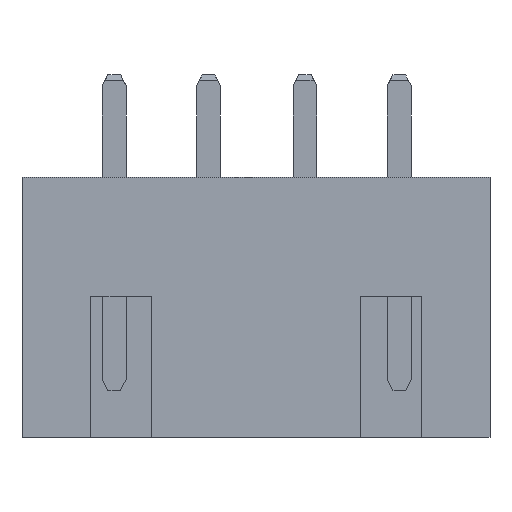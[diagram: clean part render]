
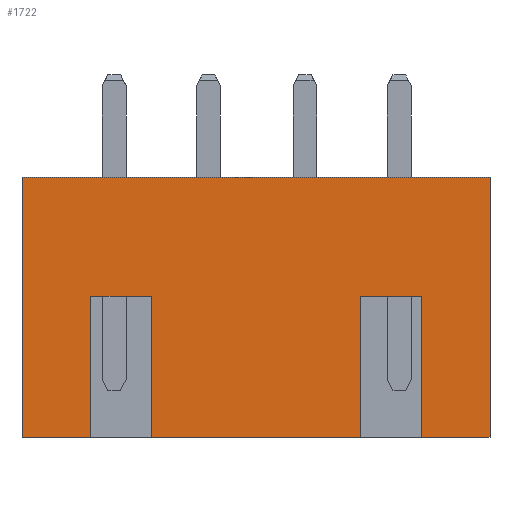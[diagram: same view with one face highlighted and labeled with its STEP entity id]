
A CAD part, front view. The second image highlights one B-rep face of the part: STEP entity #1722.
In plain terms, the highlighted planar face has unit normal (0, -1, 0).
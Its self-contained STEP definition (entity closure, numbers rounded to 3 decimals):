
#108=FACE_OUTER_BOUND('',#202,.T.);
#202=EDGE_LOOP('',(#1439,#1440,#1441,#1442,#1443,#1444,#1445,#1446,#1447,
#1448,#1449,#1450));
#365=LINE('',#2566,#601);
#386=LINE('',#2609,#622);
#388=LINE('',#2613,#624);
#393=LINE('',#2621,#629);
#396=LINE('',#2627,#632);
#411=LINE('',#2657,#647);
#412=LINE('',#2660,#648);
#419=LINE('',#2674,#655);
#420=LINE('',#2676,#656);
#421=LINE('',#2678,#657);
#422=LINE('',#2680,#658);
#423=LINE('',#2681,#659);
#601=VECTOR('',#2109,10.);
#622=VECTOR('',#2140,10.);
#624=VECTOR('',#2144,10.);
#629=VECTOR('',#2151,10.);
#632=VECTOR('',#2156,10.);
#647=VECTOR('',#2181,10.);
#648=VECTOR('',#2184,10.);
#655=VECTOR('',#2193,10.);
#656=VECTOR('',#2194,10.);
#657=VECTOR('',#2195,10.);
#658=VECTOR('',#2196,10.);
#659=VECTOR('',#2197,10.);
#789=VERTEX_POINT('',#2564);
#790=VERTEX_POINT('',#2565);
#806=VERTEX_POINT('',#2606);
#807=VERTEX_POINT('',#2608);
#808=VERTEX_POINT('',#2612);
#812=VERTEX_POINT('',#2625);
#822=VERTEX_POINT('',#2655);
#823=VERTEX_POINT('',#2659);
#829=VERTEX_POINT('',#2673);
#830=VERTEX_POINT('',#2675);
#831=VERTEX_POINT('',#2677);
#832=VERTEX_POINT('',#2679);
#993=EDGE_CURVE('',#789,#790,#365,.T.);
#1014=EDGE_CURVE('',#806,#807,#386,.T.);
#1016=EDGE_CURVE('',#808,#807,#388,.T.);
#1021=EDGE_CURVE('',#806,#789,#393,.T.);
#1024=EDGE_CURVE('',#790,#812,#396,.T.);
#1039=EDGE_CURVE('',#812,#822,#411,.T.);
#1040=EDGE_CURVE('',#823,#808,#412,.T.);
#1047=EDGE_CURVE('',#822,#829,#419,.T.);
#1048=EDGE_CURVE('',#829,#830,#420,.T.);
#1049=EDGE_CURVE('',#830,#831,#421,.T.);
#1050=EDGE_CURVE('',#832,#831,#422,.T.);
#1051=EDGE_CURVE('',#823,#832,#423,.T.);
#1439=ORIENTED_EDGE('',*,*,#1039,.T.);
#1440=ORIENTED_EDGE('',*,*,#1047,.T.);
#1441=ORIENTED_EDGE('',*,*,#1048,.T.);
#1442=ORIENTED_EDGE('',*,*,#1049,.T.);
#1443=ORIENTED_EDGE('',*,*,#1050,.F.);
#1444=ORIENTED_EDGE('',*,*,#1051,.F.);
#1445=ORIENTED_EDGE('',*,*,#1040,.T.);
#1446=ORIENTED_EDGE('',*,*,#1016,.T.);
#1447=ORIENTED_EDGE('',*,*,#1014,.F.);
#1448=ORIENTED_EDGE('',*,*,#1021,.T.);
#1449=ORIENTED_EDGE('',*,*,#993,.T.);
#1450=ORIENTED_EDGE('',*,*,#1024,.T.);
#1632=PLANE('',#1831);
#1722=ADVANCED_FACE('',(#108),#1632,.T.);
#1831=AXIS2_PLACEMENT_3D('',#2672,#2191,#2192);
#2109=DIRECTION('',(1.,0.,0.));
#2140=DIRECTION('',(-1.,0.,0.));
#2144=DIRECTION('',(0.,0.,-1.));
#2151=DIRECTION('',(0.,0.,1.));
#2156=DIRECTION('',(0.,0.,-1.));
#2181=DIRECTION('',(1.,0.,0.));
#2184=DIRECTION('',(-1.,0.,0.));
#2191=DIRECTION('center_axis',(0.,-1.,0.));
#2192=DIRECTION('ref_axis',(-1.,0.,0.));
#2193=DIRECTION('',(0.,0.,1.));
#2194=DIRECTION('',(1.,0.,0.));
#2195=DIRECTION('',(0.,0.,-1.));
#2196=DIRECTION('',(-1.,0.,0.));
#2197=DIRECTION('',(0.,0.,-1.));
#2564=CARTESIAN_POINT('',(-14.52,-2.85,-3.2));
#2565=CARTESIAN_POINT('',(-12.88,-2.85,-3.2));
#2566=CARTESIAN_POINT('',(-11.695,-2.85,-3.2));
#2606=CARTESIAN_POINT('',(-14.52,-2.85,-7.));
#2608=CARTESIAN_POINT('',(-16.37,-2.85,-7.));
#2609=CARTESIAN_POINT('',(-8.87,-2.85,-7.));
#2612=CARTESIAN_POINT('',(-16.37,-2.85,0.));
#2613=CARTESIAN_POINT('',(-16.37,-2.85,0.));
#2621=CARTESIAN_POINT('',(-14.52,-2.85,-3.5));
#2625=CARTESIAN_POINT('',(-12.88,-2.85,-7.));
#2627=CARTESIAN_POINT('',(-12.88,-2.85,0.));
#2655=CARTESIAN_POINT('',(-7.27,-2.85,-7.));
#2657=CARTESIAN_POINT('',(-10.26,-2.85,-7.));
#2659=CARTESIAN_POINT('',(-3.77,-2.85,0.));
#2660=CARTESIAN_POINT('',(-6.39,-2.85,0.));
#2672=CARTESIAN_POINT('Origin',(-3.77,-2.85,0.));
#2673=CARTESIAN_POINT('',(-7.27,-2.85,-3.2));
#2674=CARTESIAN_POINT('',(-7.27,-2.85,-7.));
#2675=CARTESIAN_POINT('',(-5.62,-2.85,-3.2));
#2676=CARTESIAN_POINT('',(-6.595,-2.85,-3.2));
#2677=CARTESIAN_POINT('',(-5.62,-2.85,-7.));
#2678=CARTESIAN_POINT('',(-5.62,-2.85,-1.6));
#2679=CARTESIAN_POINT('',(-3.77,-2.85,-7.));
#2680=CARTESIAN_POINT('',(-3.77,-2.85,-7.));
#2681=CARTESIAN_POINT('',(-3.77,-2.85,0.));
